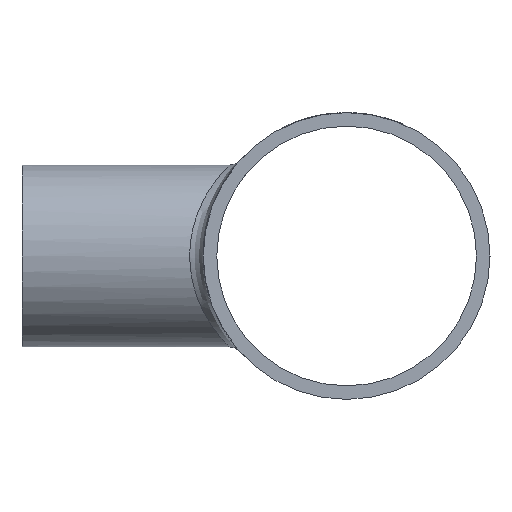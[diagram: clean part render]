
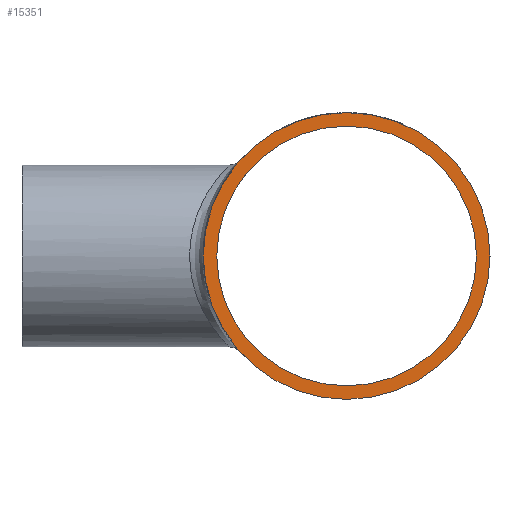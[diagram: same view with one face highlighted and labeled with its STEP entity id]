
A CAD part, left-side view. The second image highlights one B-rep face of the part: STEP entity #15351.
In plain terms, the highlighted planar face has unit normal (-1, 0, 0).
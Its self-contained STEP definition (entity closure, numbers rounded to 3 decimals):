
#580 = EDGE_CURVE ( 'NONE', #13952, #13952, #4306, .T. ) ;
#758 = DIRECTION ( 'NONE',  ( -1., 0., 0. ) ) ;
#860 = FACE_OUTER_BOUND ( 'NONE', #6232, .T. ) ;
#1522 = CARTESIAN_POINT ( 'NONE',  ( -48., 0., 0. ) ) ;
#1905 = VERTEX_POINT ( 'NONE', #3245 ) ;
#2177 = CIRCLE ( 'NONE', #3455, 21.2 ) ;
#2966 = FACE_BOUND ( 'NONE', #8547, .T. ) ;
#3245 = CARTESIAN_POINT ( 'NONE',  ( -48., 0., 21.2 ) ) ;
#3311 = PLANE ( 'NONE',  #15732 ) ;
#3347 = CARTESIAN_POINT ( 'NONE',  ( -48., 0., 19.2 ) ) ;
#3455 = AXIS2_PLACEMENT_3D ( 'NONE', #15372, #758, #5752 ) ;
#3989 = DIRECTION ( 'NONE',  ( 0., 0., 1. ) ) ;
#4306 = CIRCLE ( 'NONE', #11063, 19.2 ) ;
#5605 = DIRECTION ( 'NONE',  ( -1., 0., 0. ) ) ;
#5752 = DIRECTION ( 'NONE',  ( 0., 0., 1. ) ) ;
#5771 = DIRECTION ( 'NONE',  ( 0., 0., 1. ) ) ;
#6232 = EDGE_LOOP ( 'NONE', ( #10711 ) ) ;
#8547 = EDGE_LOOP ( 'NONE', ( #9627 ) ) ;
#9390 = EDGE_CURVE ( 'NONE', #1905, #1905, #2177, .T. ) ;
#9627 = ORIENTED_EDGE ( 'NONE', *, *, #580, .F. ) ;
#10152 = DIRECTION ( 'NONE',  ( -1., 0., 0. ) ) ;
#10550 = CARTESIAN_POINT ( 'NONE',  ( -48., 0., 0. ) ) ;
#10711 = ORIENTED_EDGE ( 'NONE', *, *, #9390, .T. ) ;
#11063 = AXIS2_PLACEMENT_3D ( 'NONE', #1522, #10152, #3989 ) ;
#13952 = VERTEX_POINT ( 'NONE', #3347 ) ;
#15351 = ADVANCED_FACE ( 'NONE', ( #2966, #860 ), #3311, .T. ) ;
#15372 = CARTESIAN_POINT ( 'NONE',  ( -48., 0., 0. ) ) ;
#15732 = AXIS2_PLACEMENT_3D ( 'NONE', #10550, #5605, #5771 ) ;
